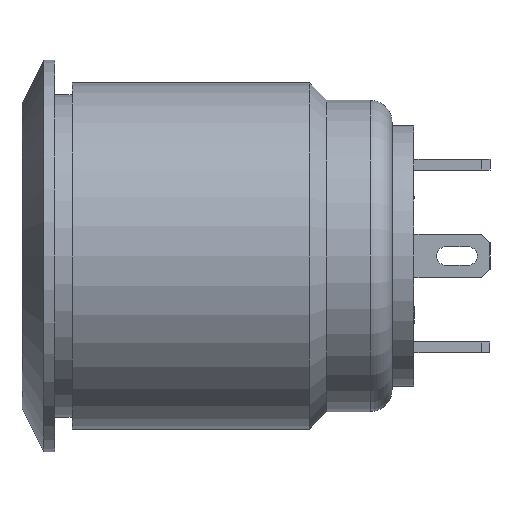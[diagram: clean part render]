
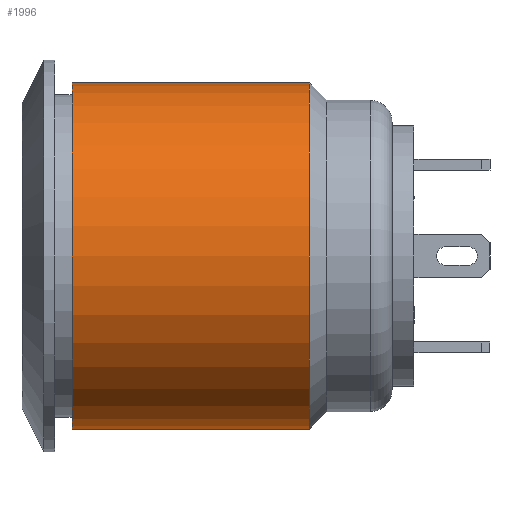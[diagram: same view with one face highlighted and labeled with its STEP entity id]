
A CAD part, front view. The second image highlights one B-rep face of the part: STEP entity #1996.
In plain terms, the highlighted cylindrical face has radius 7.95 mm (diameter 15.9 mm), a full revolution.
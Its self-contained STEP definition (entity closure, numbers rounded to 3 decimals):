
#242=CYLINDRICAL_SURFACE('',#2304,7.95);
#268=FACE_OUTER_BOUND('',#390,.T.);
#390=EDGE_LOOP('',(#1459,#1460,#1461,#1462,#1463));
#539=LINE('',#3183,#735);
#735=VECTOR('',#2540,7.95);
#930=CIRCLE('',#2301,7.95);
#933=CIRCLE('',#2305,7.95);
#934=CIRCLE('',#2306,7.95);
#1003=VERTEX_POINT('',#3174);
#1006=VERTEX_POINT('',#3182);
#1007=VERTEX_POINT('',#3184);
#1185=EDGE_CURVE('',#1003,#1003,#930,.T.);
#1189=EDGE_CURVE('',#1003,#1006,#539,.T.);
#1190=EDGE_CURVE('',#1006,#1007,#933,.T.);
#1191=EDGE_CURVE('',#1007,#1006,#934,.T.);
#1459=ORIENTED_EDGE('',*,*,#1185,.F.);
#1460=ORIENTED_EDGE('',*,*,#1189,.T.);
#1461=ORIENTED_EDGE('',*,*,#1190,.T.);
#1462=ORIENTED_EDGE('',*,*,#1191,.T.);
#1463=ORIENTED_EDGE('',*,*,#1189,.F.);
#1996=ADVANCED_FACE('',(#268),#242,.T.);
#2301=AXIS2_PLACEMENT_3D('',#3175,#2531,#2532);
#2304=AXIS2_PLACEMENT_3D('',#3181,#2538,#2539);
#2305=AXIS2_PLACEMENT_3D('',#3185,#2541,#2542);
#2306=AXIS2_PLACEMENT_3D('',#3186,#2543,#2544);
#2531=DIRECTION('center_axis',(1.,0.,0.));
#2532=DIRECTION('ref_axis',(0.,-1.,0.));
#2538=DIRECTION('center_axis',(1.,0.,0.));
#2539=DIRECTION('ref_axis',(0.,-1.,0.));
#2540=DIRECTION('',(-1.,0.,0.));
#2541=DIRECTION('center_axis',(1.,0.,0.));
#2542=DIRECTION('ref_axis',(0.,-1.,0.));
#2543=DIRECTION('center_axis',(1.,0.,0.));
#2544=DIRECTION('ref_axis',(0.,-1.,0.));
#3174=CARTESIAN_POINT('',(11.7,7.95,0.));
#3175=CARTESIAN_POINT('Origin',(11.7,0.,0.));
#3181=CARTESIAN_POINT('Origin',(0.,0.,0.));
#3182=CARTESIAN_POINT('',(0.8,7.95,0.));
#3183=CARTESIAN_POINT('',(0.,7.95,0.));
#3184=CARTESIAN_POINT('',(0.8,0.,-7.95));
#3185=CARTESIAN_POINT('Origin',(0.8,0.,0.));
#3186=CARTESIAN_POINT('Origin',(0.8,0.,0.));
